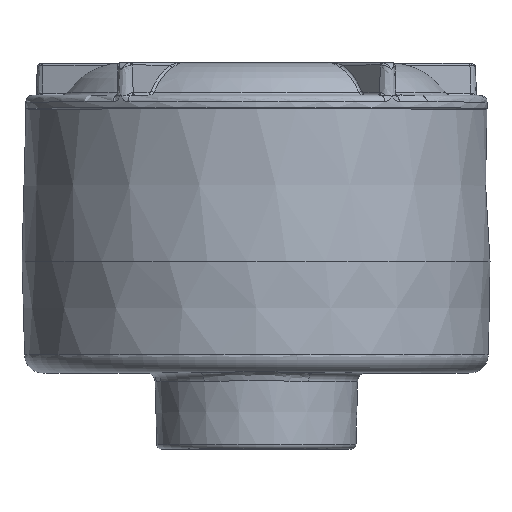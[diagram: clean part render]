
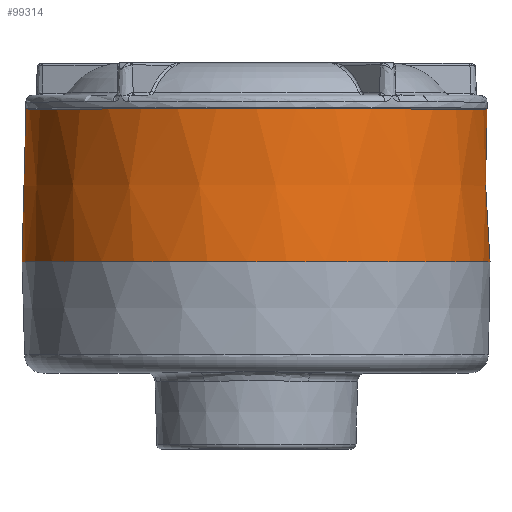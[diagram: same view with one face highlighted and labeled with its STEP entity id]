
A CAD part, top view. The second image highlights one B-rep face of the part: STEP entity #99314.
In plain terms, the highlighted conical face has half-angle 1.5 degrees and reference radius 79.706 mm.
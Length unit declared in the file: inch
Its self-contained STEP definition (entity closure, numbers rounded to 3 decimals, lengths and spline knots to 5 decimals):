
#8496=B_SPLINE_CURVE_WITH_KNOTS('',3,(#152589,#152590,#152591,#152592,#152593,
#152594,#152595,#152596,#152597,#152598,#152599,#152600,#152601,#152602,
#152603,#152604,#152605,#152606,#152607,#152608,#152609,#152610,#152611,
#152612,#152613,#152614,#152615,#152616,#152617,#152618,#152619,#152620,
#152621,#152622,#152623,#152624,#152625,#152626,#152627,#152628,#152629,
#152630,#152631,#152632,#152633,#152634,#152635,#152636,#152637,#152638,
#152639,#152640,#152641,#152642,#152643,#152644,#152645,#152646,#152647,
#152648,#152649,#152650,#152651,#152652,#152653,#152654,#152655,#152656,
#152657,#152658,#152659,#152660,#152661,#152662,#152663,#152664,#152665,
#152666,#152667,#152668,#152669,#152670),.UNSPECIFIED.,.F.,.F.,(4,3,3,3,
3,3,3,3,3,3,3,3,3,3,3,3,3,3,3,3,3,3,3,3,3,3,3,4),(-29.68824,-29.18979,
-28.84975,-28.02953,-28.00278,-27.33557,
-26.66542,-26.51148,-26.30976,-25.69488,
-25.10616,-24.61583,-23.92795,-23.76916,
-23.06564,-22.92228,-22.64003,-22.36537,
-22.35777,-21.39295,-21.22878,-20.98061,-20.08813,
-19.55099,-19.53537,-18.68847,-18.24613,
-17.84998),.UNSPECIFIED.);
#15666=FACE_OUTER_BOUND('',#21131,.T.);
#21131=EDGE_LOOP('',(#75950,#75951,#75952,#75953,#75954,#75955));
#26931=LINE('',#152673,#36109);
#36109=VECTOR('',#109834,3.13802);
#43848=CIRCLE('',#103434,3.11265);
#44108=CIRCLE('',#104076,3.16666);
#44109=CIRCLE('',#104077,3.16666);
#44457=VERTEX_POINT('',#123638);
#46865=VERTEX_POINT('',#152587);
#46866=VERTEX_POINT('',#152588);
#46867=VERTEX_POINT('',#152671);
#54165=EDGE_CURVE('',#44457,#44457,#43848,.T.);
#57768=EDGE_CURVE('',#46865,#46866,#8496,.T.);
#57769=EDGE_CURVE('',#46867,#46865,#44108,.T.);
#57770=EDGE_CURVE('',#46867,#44457,#26931,.T.);
#57771=EDGE_CURVE('',#46866,#46867,#44109,.T.);
#75950=ORIENTED_EDGE('',*,*,#57768,.F.);
#75951=ORIENTED_EDGE('',*,*,#57769,.F.);
#75952=ORIENTED_EDGE('',*,*,#57770,.T.);
#75953=ORIENTED_EDGE('',*,*,#54165,.T.);
#75954=ORIENTED_EDGE('',*,*,#57770,.F.);
#75955=ORIENTED_EDGE('',*,*,#57771,.F.);
#97982=CONICAL_SURFACE('',#104075,3.13802,0.026);
#99314=ADVANCED_FACE('',(#15666),#97982,.T.);
#103434=AXIS2_PLACEMENT_3D('',#123639,#107108,#107109);
#104075=AXIS2_PLACEMENT_3D('',#152586,#109830,#109831);
#104076=AXIS2_PLACEMENT_3D('',#152672,#109832,#109833);
#104077=AXIS2_PLACEMENT_3D('',#152674,#109835,#109836);
#107108=DIRECTION('center_axis',(0.,-1.,0.));
#107109=DIRECTION('ref_axis',(1.,0.,0.));
#109830=DIRECTION('center_axis',(0.,-1.,0.));
#109831=DIRECTION('ref_axis',(1.,0.,0.));
#109832=DIRECTION('center_axis',(0.,-1.,0.));
#109833=DIRECTION('ref_axis',(1.,0.,0.));
#109834=DIRECTION('',(0.026,1.,0.));
#109835=DIRECTION('center_axis',(0.,-1.,0.));
#109836=DIRECTION('ref_axis',(1.,0.,0.));
#123638=CARTESIAN_POINT('',(-3.11265,2.0625,0.));
#123639=CARTESIAN_POINT('Origin',(0.,2.0625,0.));
#152586=CARTESIAN_POINT('Origin',(0.,1.09375,0.));
#152587=CARTESIAN_POINT('',(-1.41323,0.,-2.83381));
#152588=CARTESIAN_POINT('',(1.41323,0.,-2.83381));
#152589=CARTESIAN_POINT('Ctrl Pts',(-1.41323,0.,
-2.83381));
#152590=CARTESIAN_POINT('Ctrl Pts',(-1.41306,0.06539,
-2.83199));
#152591=CARTESIAN_POINT('Ctrl Pts',(-1.40867,0.13083,
-2.8323));
#152592=CARTESIAN_POINT('Ctrl Pts',(-1.40015,0.19559,
-2.83462));
#152593=CARTESIAN_POINT('Ctrl Pts',(-1.39434,0.23976,
-2.8362));
#152594=CARTESIAN_POINT('Ctrl Pts',(-1.3866,0.28363,
-2.83871));
#152595=CARTESIAN_POINT('Ctrl Pts',(-1.37696,0.32696,
-2.84212));
#152596=CARTESIAN_POINT('Ctrl Pts',(-1.3537,0.4315,
-2.85032));
#152597=CARTESIAN_POINT('Ctrl Pts',(-1.3194,0.53296,
-2.8637));
#152598=CARTESIAN_POINT('Ctrl Pts',(-1.27541,0.62884,-2.88043));
#152599=CARTESIAN_POINT('Ctrl Pts',(-1.27397,0.63197,
-2.88097));
#152600=CARTESIAN_POINT('Ctrl Pts',(-1.27253,0.63509,
-2.88152));
#152601=CARTESIAN_POINT('Ctrl Pts',(-1.27107,0.6382,
-2.88207));
#152602=CARTESIAN_POINT('Ctrl Pts',(-1.23478,0.7159,
-2.89585));
#152603=CARTESIAN_POINT('Ctrl Pts',(-1.19207,0.78988,
-2.91182));
#152604=CARTESIAN_POINT('Ctrl Pts',(-1.14362,0.85929,
-2.92881));
#152605=CARTESIAN_POINT('Ctrl Pts',(-1.09497,0.92901,
-2.94588));
#152606=CARTESIAN_POINT('Ctrl Pts',(-1.04053,0.99413,
-2.96397));
#152607=CARTESIAN_POINT('Ctrl Pts',(-0.98104,1.05381,
-2.9819));
#152608=CARTESIAN_POINT('Ctrl Pts',(-0.96737,1.06752,
-2.98602));
#152609=CARTESIAN_POINT('Ctrl Pts',(-0.95344,1.08095,
-2.99013));
#152610=CARTESIAN_POINT('Ctrl Pts',(-0.93925,1.09407,
-2.99422));
#152611=CARTESIAN_POINT('Ctrl Pts',(-0.92065,1.11128,
-2.99958));
#152612=CARTESIAN_POINT('Ctrl Pts',(-0.90161,1.12797,
-3.0049));
#152613=CARTESIAN_POINT('Ctrl Pts',(-0.88215,1.14414,
-3.01015));
#152614=CARTESIAN_POINT('Ctrl Pts',(-0.82281,1.19341,
-3.02615));
#152615=CARTESIAN_POINT('Ctrl Pts',(-0.75951,1.23779,
-3.0415));
#152616=CARTESIAN_POINT('Ctrl Pts',(-0.693,1.27671,
-3.05551));
#152617=CARTESIAN_POINT('Ctrl Pts',(-0.62932,1.31398,
-3.06894));
#152618=CARTESIAN_POINT('Ctrl Pts',(-0.56269,1.34626,
-3.08114));
#152619=CARTESIAN_POINT('Ctrl Pts',(-0.49378,1.37302,
-3.09151));
#152620=CARTESIAN_POINT('Ctrl Pts',(-0.43638,1.39531,
-3.10015));
#152621=CARTESIAN_POINT('Ctrl Pts',(-0.37745,1.41379,
-3.1075));
#152622=CARTESIAN_POINT('Ctrl Pts',(-0.31742,1.42815,
-3.11322));
#152623=CARTESIAN_POINT('Ctrl Pts',(-0.2332,1.4483,
-3.12123));
#152624=CARTESIAN_POINT('Ctrl Pts',(-0.14682,1.46034,
-3.12602));
#152625=CARTESIAN_POINT('Ctrl Pts',(-0.06009,1.46417,
-3.12755));
#152626=CARTESIAN_POINT('Ctrl Pts',(-0.04007,1.46506,
-3.1279));
#152627=CARTESIAN_POINT('Ctrl Pts',(-0.02003,1.46551,
-3.12808));
#152628=CARTESIAN_POINT('Ctrl Pts',(0.,1.46552,
-3.12808));
#152629=CARTESIAN_POINT('Ctrl Pts',(0.08876,1.46556,
-3.1281));
#152630=CARTESIAN_POINT('Ctrl Pts',(0.17755,1.45698,-3.12471));
#152631=CARTESIAN_POINT('Ctrl Pts',(0.2645,1.43975,
-3.11786));
#152632=CARTESIAN_POINT('Ctrl Pts',(0.28222,1.43624,
-3.11646));
#152633=CARTESIAN_POINT('Ctrl Pts',(0.29986,1.43238,
-3.11492));
#152634=CARTESIAN_POINT('Ctrl Pts',(0.31741,1.42816,-3.11323));
#152635=CARTESIAN_POINT('Ctrl Pts',(0.35196,1.41987,
-3.10992));
#152636=CARTESIAN_POINT('Ctrl Pts',(0.38615,1.41021,-3.10604));
#152637=CARTESIAN_POINT('Ctrl Pts',(0.41991,1.39927,
-3.10173));
#152638=CARTESIAN_POINT('Ctrl Pts',(0.45277,1.38864,
-3.09755));
#152639=CARTESIAN_POINT('Ctrl Pts',(0.48522,1.3768,
-3.09295));
#152640=CARTESIAN_POINT('Ctrl Pts',(0.51714,1.36374,
-3.08796));
#152641=CARTESIAN_POINT('Ctrl Pts',(0.51802,1.36338,
-3.08782));
#152642=CARTESIAN_POINT('Ctrl Pts',(0.51891,1.36302,
-3.08769));
#152643=CARTESIAN_POINT('Ctrl Pts',(0.51979,1.36266,
-3.08755));
#152644=CARTESIAN_POINT('Ctrl Pts',(0.63182,1.31657,
-3.06994));
#152645=CARTESIAN_POINT('Ctrl Pts',(0.73738,1.25582,
-3.0474));
#152646=CARTESIAN_POINT('Ctrl Pts',(0.83369,1.18264,
-3.02284));
#152647=CARTESIAN_POINT('Ctrl Pts',(0.85008,1.17019,
-3.01866));
#152648=CARTESIAN_POINT('Ctrl Pts',(0.8662,1.15737,
-3.01442));
#152649=CARTESIAN_POINT('Ctrl Pts',(0.88204,1.14421,
-3.01014));
#152650=CARTESIAN_POINT('Ctrl Pts',(0.90599,1.12431,
-3.00367));
#152651=CARTESIAN_POINT('Ctrl Pts',(0.92929,1.10362,
-2.99709));
#152652=CARTESIAN_POINT('Ctrl Pts',(0.95191,1.08217,-2.99048));
#152653=CARTESIAN_POINT('Ctrl Pts',(1.03326,1.00504,-2.96668));
#152654=CARTESIAN_POINT('Ctrl Pts',(1.10589,0.91804,-2.94233));
#152655=CARTESIAN_POINT('Ctrl Pts',(1.16805,0.82314,
-2.92015));
#152656=CARTESIAN_POINT('Ctrl Pts',(1.20547,0.76603,-2.9068));
#152657=CARTESIAN_POINT('Ctrl Pts',(1.23909,0.70605,
-2.89424));
#152658=CARTESIAN_POINT('Ctrl Pts',(1.26857,0.64364,
-2.88306));
#152659=CARTESIAN_POINT('Ctrl Pts',(1.26942,0.64182,
-2.88274));
#152660=CARTESIAN_POINT('Ctrl Pts',(1.27028,0.64,
-2.88241));
#152661=CARTESIAN_POINT('Ctrl Pts',(1.27113,0.63819,-2.88209));
#152662=CARTESIAN_POINT('Ctrl Pts',(1.31721,0.53956,
-2.8646));
#152663=CARTESIAN_POINT('Ctrl Pts',(1.35293,0.43491,-2.85059));
#152664=CARTESIAN_POINT('Ctrl Pts',(1.37692,0.32698,-2.84211));
#152665=CARTESIAN_POINT('Ctrl Pts',(1.38945,0.2706,
-2.83768));
#152666=CARTESIAN_POINT('Ctrl Pts',(1.39879,0.21333,
-2.83476));
#152667=CARTESIAN_POINT('Ctrl Pts',(1.40485,0.15564,
-2.83344));
#152668=CARTESIAN_POINT('Ctrl Pts',(1.41029,0.10397,
-2.83226));
#152669=CARTESIAN_POINT('Ctrl Pts',(1.41309,0.05197,
-2.83236));
#152670=CARTESIAN_POINT('Ctrl Pts',(1.41323,0.,
-2.83381));
#152671=CARTESIAN_POINT('',(-3.16666,0.,0.));
#152672=CARTESIAN_POINT('Origin',(0.,0.,
0.));
#152673=CARTESIAN_POINT('',(-3.13802,1.09375,0.));
#152674=CARTESIAN_POINT('Origin',(0.,0.,
0.));
